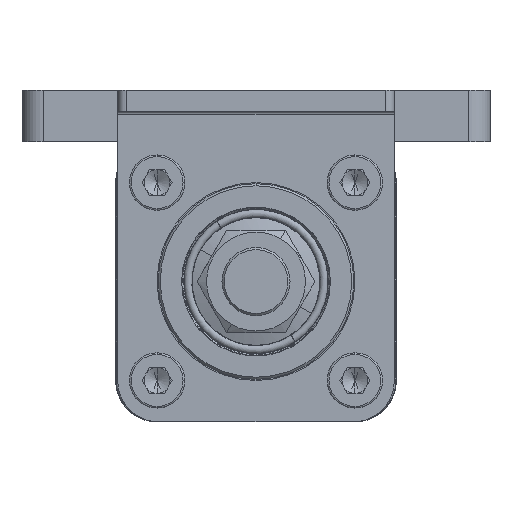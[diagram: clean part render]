
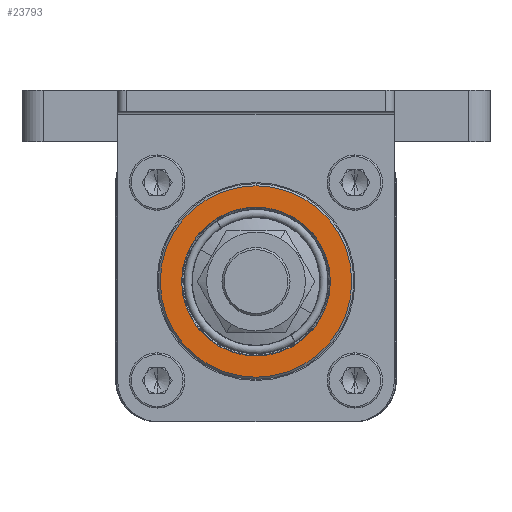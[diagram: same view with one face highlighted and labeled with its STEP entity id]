
A CAD part, front view. The second image highlights one B-rep face of the part: STEP entity #23793.
In plain terms, the highlighted face is planar.
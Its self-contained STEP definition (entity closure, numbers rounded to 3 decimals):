
#1704 = DIRECTION ( 'NONE',  ( 0., -1., 0. ) ) ;
#2624 = FACE_BOUND ( 'NONE', #48917, .T. ) ;
#2887 = DIRECTION ( 'NONE',  ( 0., 1., 0. ) ) ;
#4776 = CIRCLE ( 'NONE', #55150, 22.5 ) ;
#6781 = DIRECTION ( 'NONE',  ( 0., 0., 1. ) ) ;
#6805 = CARTESIAN_POINT ( 'NONE',  ( 0., 44., 0. ) ) ;
#8894 = CARTESIAN_POINT ( 'NONE',  ( 0., 44., -17.5 ) ) ;
#9395 = CARTESIAN_POINT ( 'NONE',  ( 0., 44., 0. ) ) ;
#11850 = EDGE_CURVE ( 'NONE', #36142, #34429, #4776, .T. ) ;
#13957 = AXIS2_PLACEMENT_3D ( 'NONE', #28791, #49396, #45974 ) ;
#15241 = FACE_OUTER_BOUND ( 'NONE', #51115, .T. ) ;
#17840 = DIRECTION ( 'NONE',  ( 0., 0., 1. ) ) ;
#18876 = CARTESIAN_POINT ( 'NONE',  ( 0., 44., -22.5 ) ) ;
#21872 = ORIENTED_EDGE ( 'NONE', *, *, #36397, .T. ) ;
#23533 = CARTESIAN_POINT ( 'NONE',  ( 0., 44., 17.5 ) ) ;
#23556 = AXIS2_PLACEMENT_3D ( 'NONE', #31593, #48787, #6781 ) ;
#23793 = ADVANCED_FACE ( 'NONE', ( #2624, #15241 ), #24264, .T. ) ;
#24180 = DIRECTION ( 'NONE',  ( 0., 0., 1. ) ) ;
#24264 = PLANE ( 'NONE',  #37717 ) ;
#25562 = CARTESIAN_POINT ( 'NONE',  ( 0., 44., 22.5 ) ) ;
#27106 = EDGE_CURVE ( 'NONE', #34429, #36142, #47855, .T. ) ;
#28139 = CARTESIAN_POINT ( 'NONE',  ( 0., 44., 0. ) ) ;
#28791 = CARTESIAN_POINT ( 'NONE',  ( 0., 44., 0. ) ) ;
#28925 = ORIENTED_EDGE ( 'NONE', *, *, #51694, .T. ) ;
#31275 = AXIS2_PLACEMENT_3D ( 'NONE', #28139, #1704, #24180 ) ;
#31593 = CARTESIAN_POINT ( 'NONE',  ( 0., 44., 0. ) ) ;
#33322 = VERTEX_POINT ( 'NONE', #8894 ) ;
#34429 = VERTEX_POINT ( 'NONE', #25562 ) ;
#34885 = CIRCLE ( 'NONE', #31275, 17.5 ) ;
#36142 = VERTEX_POINT ( 'NONE', #18876 ) ;
#36397 = EDGE_CURVE ( 'NONE', #33322, #39063, #34885, .T. ) ;
#37717 = AXIS2_PLACEMENT_3D ( 'NONE', #6805, #2887, #37818 ) ;
#37818 = DIRECTION ( 'NONE',  ( 1., 0., 0. ) ) ;
#39063 = VERTEX_POINT ( 'NONE', #23533 ) ;
#44322 = DIRECTION ( 'NONE',  ( 0., 1., 0. ) ) ;
#44410 = ORIENTED_EDGE ( 'NONE', *, *, #11850, .T. ) ;
#45974 = DIRECTION ( 'NONE',  ( 0., 0., 1. ) ) ;
#47773 = ORIENTED_EDGE ( 'NONE', *, *, #27106, .T. ) ;
#47855 = CIRCLE ( 'NONE', #23556, 22.5 ) ;
#48787 = DIRECTION ( 'NONE',  ( 0., 1., 0. ) ) ;
#48917 = EDGE_LOOP ( 'NONE', ( #28925, #21872 ) ) ;
#49396 = DIRECTION ( 'NONE',  ( 0., -1., 0. ) ) ;
#49931 = CIRCLE ( 'NONE', #13957, 17.5 ) ;
#51115 = EDGE_LOOP ( 'NONE', ( #44410, #47773 ) ) ;
#51694 = EDGE_CURVE ( 'NONE', #39063, #33322, #49931, .T. ) ;
#55150 = AXIS2_PLACEMENT_3D ( 'NONE', #9395, #44322, #17840 ) ;
